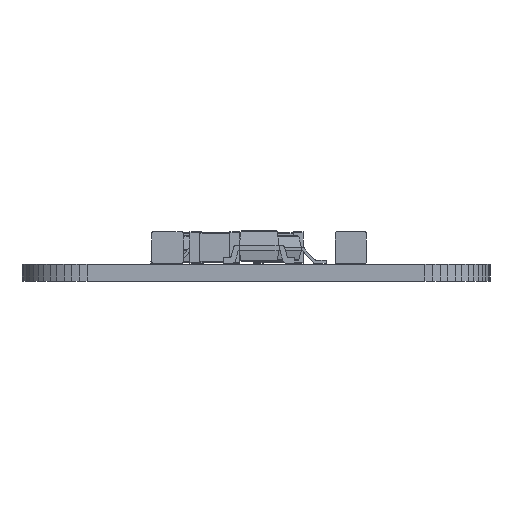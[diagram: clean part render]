
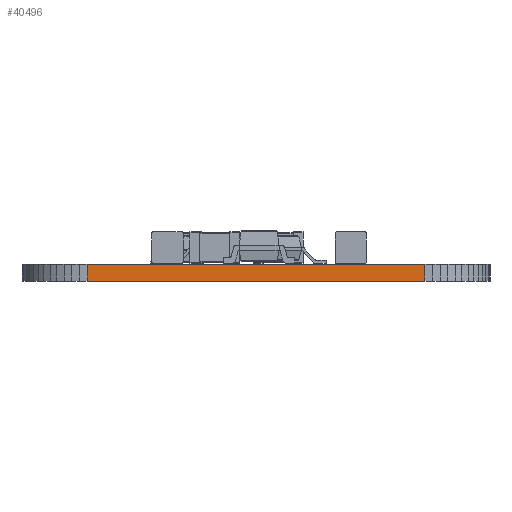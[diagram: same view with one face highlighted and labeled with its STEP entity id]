
A CAD part, front view. The second image highlights one B-rep face of the part: STEP entity #40496.
In plain terms, the highlighted planar face has unit normal (0, -1, 0).
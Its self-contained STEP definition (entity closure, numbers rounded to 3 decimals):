
#34175 = PLANE('',#34176);
#34176 = AXIS2_PLACEMENT_3D('',#34177,#34178,#34179);
#34177 = CARTESIAN_POINT('',(7.62,-19.05,0.68));
#34178 = DIRECTION('',(-0.,-0.,-1.));
#34179 = DIRECTION('',(-1.,0.,0.));
#34229 = PLANE('',#34230);
#34230 = AXIS2_PLACEMENT_3D('',#34231,#34232,#34233);
#34231 = CARTESIAN_POINT('',(7.62,-19.05,0.));
#34232 = DIRECTION('',(-0.,-0.,-1.));
#34233 = DIRECTION('',(-1.,0.,0.));
#35038 = VERTEX_POINT('',#35039);
#35039 = CARTESIAN_POINT('',(14.404,-40.714,0.));
#35053 = PLANE('',#35054);
#35054 = AXIS2_PLACEMENT_3D('',#35055,#35056,#35057);
#35055 = CARTESIAN_POINT('',(14.719,-40.695,0.));
#35056 = DIRECTION('',(0.06,-0.998,0.));
#35057 = DIRECTION('',(-0.998,-0.06,0.));
#35065 = EDGE_CURVE('',#35038,#35066,#35068,.T.);
#35066 = VERTEX_POINT('',#35067);
#35067 = CARTESIAN_POINT('',(0.836,-40.714,0.));
#35068 = SURFACE_CURVE('',#35069,(#35073,#35080),.PCURVE_S1.);
#35069 = LINE('',#35070,#35071);
#35070 = CARTESIAN_POINT('',(14.404,-40.714,0.));
#35071 = VECTOR('',#35072,1.);
#35072 = DIRECTION('',(-1.,0.,0.));
#35073 = PCURVE('',#34229,#35074);
#35074 = DEFINITIONAL_REPRESENTATION('',(#35075),#35079);
#35075 = LINE('',#35076,#35077);
#35076 = CARTESIAN_POINT('',(-6.784,-21.664));
#35077 = VECTOR('',#35078,1.);
#35078 = DIRECTION('',(1.,0.));
#35079 = ( GEOMETRIC_REPRESENTATION_CONTEXT(2) 
PARAMETRIC_REPRESENTATION_CONTEXT() REPRESENTATION_CONTEXT('2D SPACE',''
  ) );
#35080 = PCURVE('',#35081,#35086);
#35081 = PLANE('',#35082);
#35082 = AXIS2_PLACEMENT_3D('',#35083,#35084,#35085);
#35083 = CARTESIAN_POINT('',(14.404,-40.714,0.));
#35084 = DIRECTION('',(0.,-1.,0.));
#35085 = DIRECTION('',(-1.,0.,0.));
#35086 = DEFINITIONAL_REPRESENTATION('',(#35087),#35091);
#35087 = LINE('',#35088,#35089);
#35088 = CARTESIAN_POINT('',(0.,0.));
#35089 = VECTOR('',#35090,1.);
#35090 = DIRECTION('',(1.,0.));
#35091 = ( GEOMETRIC_REPRESENTATION_CONTEXT(2) 
PARAMETRIC_REPRESENTATION_CONTEXT() REPRESENTATION_CONTEXT('2D SPACE',''
  ) );
#35109 = PLANE('',#35110);
#35110 = AXIS2_PLACEMENT_3D('',#35111,#35112,#35113);
#35111 = CARTESIAN_POINT('',(0.836,-40.714,0.));
#35112 = DIRECTION('',(-0.06,-0.998,0.));
#35113 = DIRECTION('',(-0.998,0.06,0.));
#37526 = VERTEX_POINT('',#37527);
#37527 = CARTESIAN_POINT('',(14.404,-40.714,0.68));
#37548 = EDGE_CURVE('',#37526,#37549,#37551,.T.);
#37549 = VERTEX_POINT('',#37550);
#37550 = CARTESIAN_POINT('',(0.836,-40.714,0.68));
#37551 = SURFACE_CURVE('',#37552,(#37556,#37563),.PCURVE_S1.);
#37552 = LINE('',#37553,#37554);
#37553 = CARTESIAN_POINT('',(14.404,-40.714,0.68));
#37554 = VECTOR('',#37555,1.);
#37555 = DIRECTION('',(-1.,0.,0.));
#37556 = PCURVE('',#34175,#37557);
#37557 = DEFINITIONAL_REPRESENTATION('',(#37558),#37562);
#37558 = LINE('',#37559,#37560);
#37559 = CARTESIAN_POINT('',(-6.784,-21.664));
#37560 = VECTOR('',#37561,1.);
#37561 = DIRECTION('',(1.,0.));
#37562 = ( GEOMETRIC_REPRESENTATION_CONTEXT(2) 
PARAMETRIC_REPRESENTATION_CONTEXT() REPRESENTATION_CONTEXT('2D SPACE',''
  ) );
#37563 = PCURVE('',#35081,#37564);
#37564 = DEFINITIONAL_REPRESENTATION('',(#37565),#37569);
#37565 = LINE('',#37566,#37567);
#37566 = CARTESIAN_POINT('',(0.,-0.68));
#37567 = VECTOR('',#37568,1.);
#37568 = DIRECTION('',(1.,0.));
#37569 = ( GEOMETRIC_REPRESENTATION_CONTEXT(2) 
PARAMETRIC_REPRESENTATION_CONTEXT() REPRESENTATION_CONTEXT('2D SPACE',''
  ) );
#40448 = EDGE_CURVE('',#35038,#37526,#40449,.T.);
#40449 = SURFACE_CURVE('',#40450,(#40454,#40461),.PCURVE_S1.);
#40450 = LINE('',#40451,#40452);
#40451 = CARTESIAN_POINT('',(14.404,-40.714,0.));
#40452 = VECTOR('',#40453,1.);
#40453 = DIRECTION('',(0.,0.,1.));
#40454 = PCURVE('',#35053,#40455);
#40455 = DEFINITIONAL_REPRESENTATION('',(#40456),#40460);
#40456 = LINE('',#40457,#40458);
#40457 = CARTESIAN_POINT('',(0.316,0.));
#40458 = VECTOR('',#40459,1.);
#40459 = DIRECTION('',(0.,-1.));
#40460 = ( GEOMETRIC_REPRESENTATION_CONTEXT(2) 
PARAMETRIC_REPRESENTATION_CONTEXT() REPRESENTATION_CONTEXT('2D SPACE',''
  ) );
#40461 = PCURVE('',#35081,#40462);
#40462 = DEFINITIONAL_REPRESENTATION('',(#40463),#40467);
#40463 = LINE('',#40464,#40465);
#40464 = CARTESIAN_POINT('',(0.,0.));
#40465 = VECTOR('',#40466,1.);
#40466 = DIRECTION('',(0.,-1.));
#40467 = ( GEOMETRIC_REPRESENTATION_CONTEXT(2) 
PARAMETRIC_REPRESENTATION_CONTEXT() REPRESENTATION_CONTEXT('2D SPACE',''
  ) );
#40496 = ADVANCED_FACE('',(#40497),#35081,.T.);
#40497 = FACE_BOUND('',#40498,.T.);
#40498 = EDGE_LOOP('',(#40499,#40500,#40501,#40522));
#40499 = ORIENTED_EDGE('',*,*,#40448,.T.);
#40500 = ORIENTED_EDGE('',*,*,#37548,.T.);
#40501 = ORIENTED_EDGE('',*,*,#40502,.F.);
#40502 = EDGE_CURVE('',#35066,#37549,#40503,.T.);
#40503 = SURFACE_CURVE('',#40504,(#40508,#40515),.PCURVE_S1.);
#40504 = LINE('',#40505,#40506);
#40505 = CARTESIAN_POINT('',(0.836,-40.714,0.));
#40506 = VECTOR('',#40507,1.);
#40507 = DIRECTION('',(0.,0.,1.));
#40508 = PCURVE('',#35081,#40509);
#40509 = DEFINITIONAL_REPRESENTATION('',(#40510),#40514);
#40510 = LINE('',#40511,#40512);
#40511 = CARTESIAN_POINT('',(13.569,0.));
#40512 = VECTOR('',#40513,1.);
#40513 = DIRECTION('',(0.,-1.));
#40514 = ( GEOMETRIC_REPRESENTATION_CONTEXT(2) 
PARAMETRIC_REPRESENTATION_CONTEXT() REPRESENTATION_CONTEXT('2D SPACE',''
  ) );
#40515 = PCURVE('',#35109,#40516);
#40516 = DEFINITIONAL_REPRESENTATION('',(#40517),#40521);
#40517 = LINE('',#40518,#40519);
#40518 = CARTESIAN_POINT('',(0.,0.));
#40519 = VECTOR('',#40520,1.);
#40520 = DIRECTION('',(0.,-1.));
#40521 = ( GEOMETRIC_REPRESENTATION_CONTEXT(2) 
PARAMETRIC_REPRESENTATION_CONTEXT() REPRESENTATION_CONTEXT('2D SPACE',''
  ) );
#40522 = ORIENTED_EDGE('',*,*,#35065,.F.);
